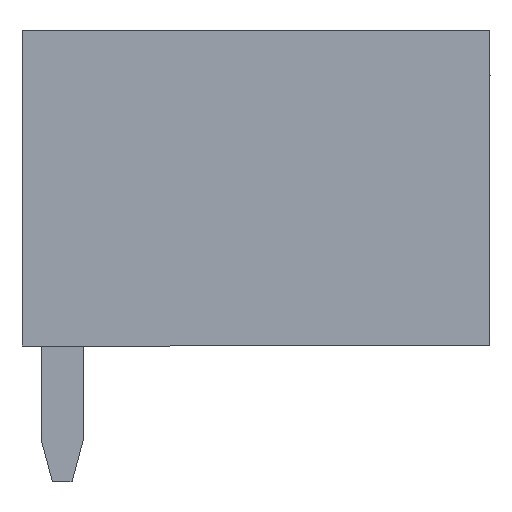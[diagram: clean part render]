
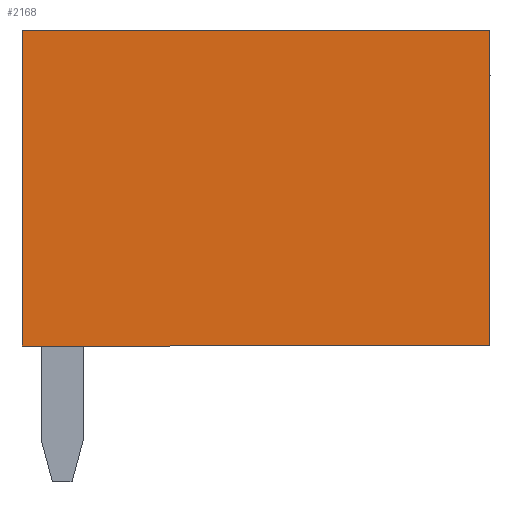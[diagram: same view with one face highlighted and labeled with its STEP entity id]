
A CAD part, left-side view. The second image highlights one B-rep face of the part: STEP entity #2168.
In plain terms, the highlighted planar face has unit normal (-1, 0, 0).
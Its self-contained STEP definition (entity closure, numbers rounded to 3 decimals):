
#2132=AXIS2_PLACEMENT_3D('Plane Axis2P3D',#2129,#2130,#2131) ;
#2129=CARTESIAN_POINT('Axis2P3D Location',(0.,0.,0.)) ;
#2134=CARTESIAN_POINT('Line Origine',(0.,0.,6.925)) ;
#2138=CARTESIAN_POINT('Vertex',(0.,0.,3.2)) ;
#2140=CARTESIAN_POINT('Vertex',(0.,0.,10.65)) ;
#2143=CARTESIAN_POINT('Line Origine',(0.,5.525,10.65)) ;
#2147=CARTESIAN_POINT('Vertex',(0.,11.05,10.65)) ;
#2150=CARTESIAN_POINT('Line Origine',(0.,11.05,6.925)) ;
#2154=CARTESIAN_POINT('Vertex',(0.,11.05,3.2)) ;
#2157=CARTESIAN_POINT('Line Origine',(0.,5.525,3.2)) ;
#2130=DIRECTION('Axis2P3D Direction',(-1.,0.,0.)) ;
#2131=DIRECTION('Axis2P3D XDirection',(0.,-1.,0.)) ;
#2135=DIRECTION('Vector Direction',(0.,0.,-1.)) ;
#2144=DIRECTION('Vector Direction',(0.,-1.,0.)) ;
#2151=DIRECTION('Vector Direction',(0.,0.,1.)) ;
#2158=DIRECTION('Vector Direction',(0.,1.,0.)) ;
#2136=VECTOR('Line Direction',#2135,1.) ;
#2145=VECTOR('Line Direction',#2144,1.) ;
#2152=VECTOR('Line Direction',#2151,1.) ;
#2159=VECTOR('Line Direction',#2158,1.) ;
#2163=ORIENTED_EDGE('',*,*,#2142,.T.) ;
#2164=ORIENTED_EDGE('',*,*,#2149,.T.) ;
#2165=ORIENTED_EDGE('',*,*,#2156,.T.) ;
#2166=ORIENTED_EDGE('',*,*,#2161,.T.) ;
#2168=ADVANCED_FACE('HOUSING',(#2167),#2133,.T.) ;
#2142=EDGE_CURVE('',#2139,#2141,#2137,.F.) ;
#2149=EDGE_CURVE('',#2141,#2148,#2146,.F.) ;
#2156=EDGE_CURVE('',#2148,#2155,#2153,.F.) ;
#2161=EDGE_CURVE('',#2155,#2139,#2160,.F.) ;
#2162=EDGE_LOOP('',(#2163,#2164,#2165,#2166)) ;
#2167=FACE_OUTER_BOUND('',#2162,.T.) ;
#2137=LINE('Line',#2134,#2136) ;
#2146=LINE('Line',#2143,#2145) ;
#2153=LINE('Line',#2150,#2152) ;
#2160=LINE('Line',#2157,#2159) ;
#2133=PLANE('',#2132) ;
#2139=VERTEX_POINT('',#2138) ;
#2141=VERTEX_POINT('',#2140) ;
#2148=VERTEX_POINT('',#2147) ;
#2155=VERTEX_POINT('',#2154) ;
